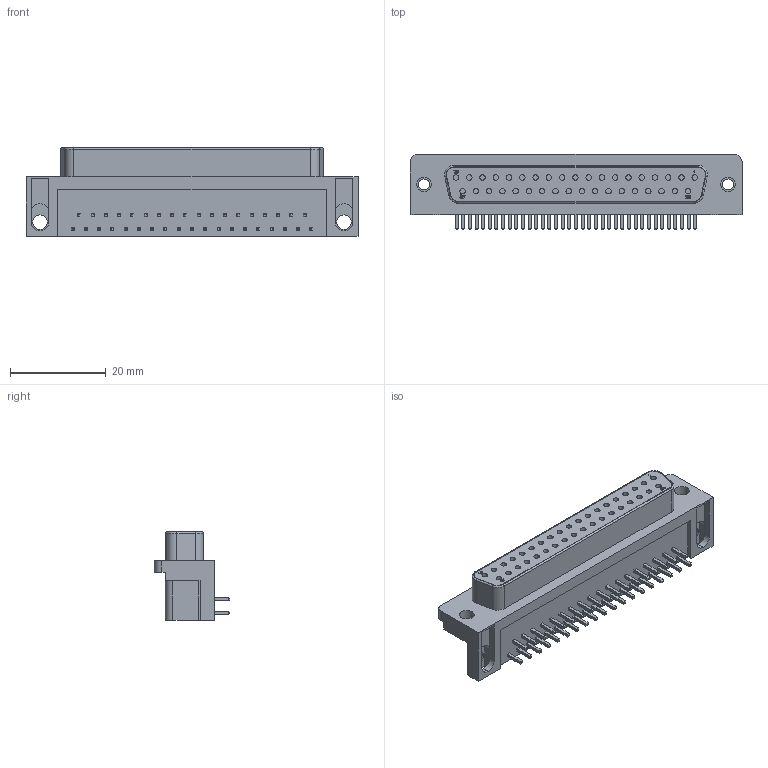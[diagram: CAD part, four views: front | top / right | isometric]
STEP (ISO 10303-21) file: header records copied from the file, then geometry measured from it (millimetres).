
FILE_DESCRIPTION (( 'STEP AP203' ), '1' );
FILE_NAME ('182-037-213.STEP', '2019-03-01T20:13:11', ( '' ), ( '' ), 'SwSTEP 2.0', 'SolidWorks 2017', '' );
FILE_SCHEMA (( 'CONFIG_CONTROL_DESIGN' ));
Length unit declared in the file: inch
Products named in the file (1): 182-037-213
Bounding box: 69.32 x 15.72 x 18.52 mm (x, y, z)
Volume: 10119.1 mm3; surface area: 7343.1 mm2
Topology: 1 solids, 1 shells, 580 faces, 1324 edges, 832 vertices
Faces by surface type: plane 468, cylinder 71, bspline 37, torus 4
Full cylindrical faces by diameter (mm): 1.143 x37, 2.261 x2, 3.048 x4
Entity records: 17776 total; most frequent: CARTESIAN_POINT 4971, ORIENTED_EDGE 2554, DIRECTION 2437, EDGE_CURVE 1277, LINE 1057, VECTOR 1057, VERTEX_POINT 828, EDGE_LOOP 721
